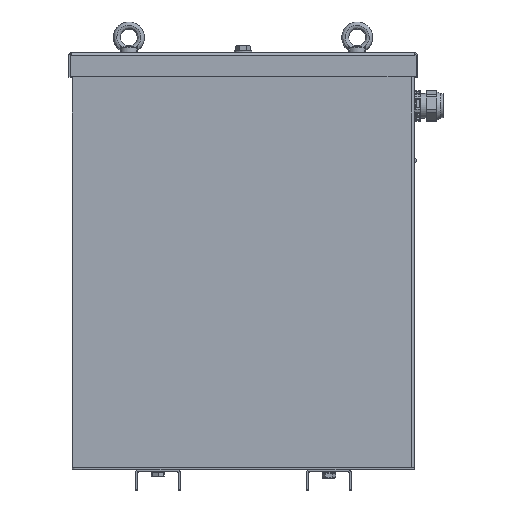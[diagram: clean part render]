
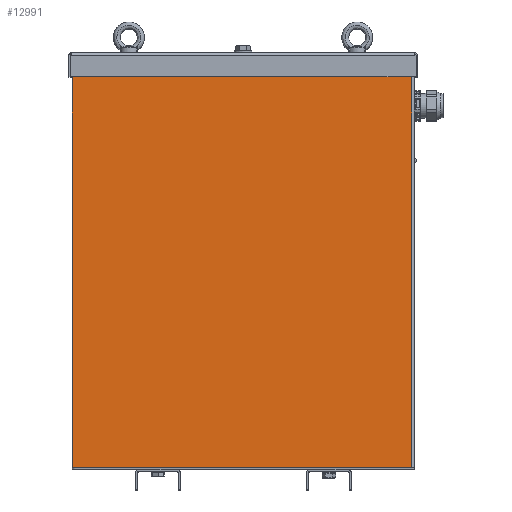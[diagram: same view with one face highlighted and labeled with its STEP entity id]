
A CAD part, top view. The second image highlights one B-rep face of the part: STEP entity #12991.
In plain terms, the highlighted planar face has unit normal (0, 0, 1).
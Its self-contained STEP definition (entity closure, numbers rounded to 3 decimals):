
#603=LINE('',#18313,#1557);
#608=LINE('',#18324,#1562);
#613=LINE('',#18341,#1567);
#614=LINE('',#18342,#1568);
#1557=VECTOR('',#15064,10.);
#1562=VECTOR('',#15077,10.);
#1567=VECTOR('',#15096,10.);
#1568=VECTOR('',#15097,10.);
#2495=PLANE('',#13846);
#3356=FACE_OUTER_BOUND('',#4158,.T.);
#4158=EDGE_LOOP('',(#8670,#8671,#8672,#8673));
#5588=VERTEX_POINT('',#18276);
#5601=VERTEX_POINT('',#18310);
#5602=VERTEX_POINT('',#18312);
#5609=VERTEX_POINT('',#18340);
#6825=EDGE_CURVE('',#5601,#5602,#603,.T.);
#6831=EDGE_CURVE('',#5601,#5588,#608,.T.);
#6840=EDGE_CURVE('',#5588,#5609,#613,.T.);
#6841=EDGE_CURVE('',#5602,#5609,#614,.T.);
#8670=ORIENTED_EDGE('',*,*,#6831,.T.);
#8671=ORIENTED_EDGE('',*,*,#6840,.T.);
#8672=ORIENTED_EDGE('',*,*,#6841,.F.);
#8673=ORIENTED_EDGE('',*,*,#6825,.F.);
#12991=ADVANCED_FACE('',(#3356),#2495,.T.);
#13846=AXIS2_PLACEMENT_3D('',#18339,#15094,#15095);
#15064=DIRECTION('',(-1.,0.,0.));
#15077=DIRECTION('',(0.,1.,0.));
#15094=DIRECTION('center_axis',(0.,0.,1.));
#15095=DIRECTION('ref_axis',(1.,0.,0.));
#15096=DIRECTION('',(-1.,0.,0.));
#15097=DIRECTION('',(0.,1.,0.));
#18276=CARTESIAN_POINT('',(465.887,607.475,2.));
#18310=CARTESIAN_POINT('',(465.887,6.475,2.));
#18312=CARTESIAN_POINT('',(-30.113,6.475,2.));
#18313=CARTESIAN_POINT('',(469.887,6.475,2.));
#18324=CARTESIAN_POINT('',(465.887,157.725,2.));
#18339=CARTESIAN_POINT('Origin',(219.887,308.975,2.));
#18340=CARTESIAN_POINT('',(-30.113,607.475,2.));
#18341=CARTESIAN_POINT('',(94.887,607.475,2.));
#18342=CARTESIAN_POINT('',(-30.113,6.475,2.));
